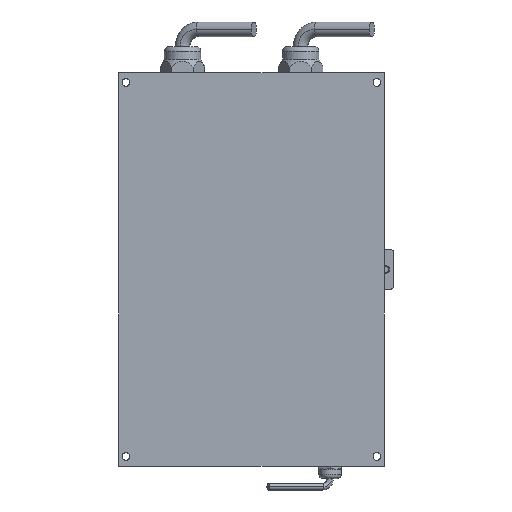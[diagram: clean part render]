
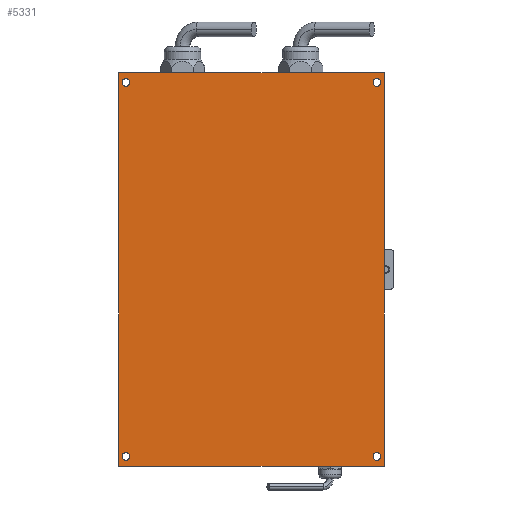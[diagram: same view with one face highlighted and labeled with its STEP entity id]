
A CAD part, front view. The second image highlights one B-rep face of the part: STEP entity #5331.
In plain terms, the highlighted planar face has unit normal (0, -1, 0).
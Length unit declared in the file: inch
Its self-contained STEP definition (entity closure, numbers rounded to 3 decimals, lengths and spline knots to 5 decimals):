
#35 = CARTESIAN_POINT ( 'NONE',  ( 3.1875, 0., 4.8495 ) ) ;
#2276 = EDGE_CURVE ( 'NONE', #68782, #68782, #31884, .T. ) ;
#2485 = VECTOR ( 'NONE', #62074, 39.37008 ) ;
#4265 = CARTESIAN_POINT ( 'NONE',  ( -3.1875, 0., 4.75 ) ) ;
#4511 = PLANE ( 'NONE',  #55690 ) ;
#5331 = ADVANCED_FACE ( 'NONE', ( #65910, #54015, #22905, #10651, #46232 ), #4511, .F. ) ;
#5444 = DIRECTION ( 'NONE',  ( -1., 0., 0. ) ) ;
#5627 = ORIENTED_EDGE ( 'NONE', *, *, #25794, .F. ) ;
#6908 = EDGE_LOOP ( 'NONE', ( #68872 ) ) ;
#6996 = CARTESIAN_POINT ( 'NONE',  ( 3.375, 0., -5. ) ) ;
#10263 = CARTESIAN_POINT ( 'NONE',  ( -3.375, 0., 5. ) ) ;
#10651 = FACE_BOUND ( 'NONE', #40067, .T. ) ;
#11261 = DIRECTION ( 'NONE',  ( 0., 0., 1. ) ) ;
#11729 = EDGE_CURVE ( 'NONE', #69978, #69978, #16402, .T. ) ;
#12638 = EDGE_LOOP ( 'NONE', ( #56590, #39591, #72348, #5627 ) ) ;
#13898 = CARTESIAN_POINT ( 'NONE',  ( 3.1875, 0., -4.6505 ) ) ;
#16402 = CIRCLE ( 'NONE', #68647, 0.0995 ) ;
#17483 = CARTESIAN_POINT ( 'NONE',  ( -3.375, 0., 5. ) ) ;
#20873 = DIRECTION ( 'NONE',  ( 0., 0., -1. ) ) ;
#21018 = EDGE_CURVE ( 'NONE', #26589, #26589, #29867, .T. ) ;
#22221 = VECTOR ( 'NONE', #5444, 39.37008 ) ;
#22619 = LINE ( 'NONE', #47965, #22221 ) ;
#22905 = FACE_BOUND ( 'NONE', #40073, .T. ) ;
#23300 = CARTESIAN_POINT ( 'NONE',  ( 0., 0., 0. ) ) ;
#24831 = EDGE_CURVE ( 'NONE', #32306, #32306, #67732, .T. ) ;
#24853 = VECTOR ( 'NONE', #20873, 39.37008 ) ;
#25794 = EDGE_CURVE ( 'NONE', #59427, #78379, #22619, .T. ) ;
#26589 = VERTEX_POINT ( 'NONE', #13898 ) ;
#28380 = ORIENTED_EDGE ( 'NONE', *, *, #2276, .T. ) ;
#29867 = CIRCLE ( 'NONE', #32466, 0.0995 ) ;
#31329 = VERTEX_POINT ( 'NONE', #38177 ) ;
#31884 = CIRCLE ( 'NONE', #77688, 0.0995 ) ;
#32306 = VERTEX_POINT ( 'NONE', #45389 ) ;
#32466 = AXIS2_PLACEMENT_3D ( 'NONE', #47600, #54551, #53326 ) ;
#33127 = CARTESIAN_POINT ( 'NONE',  ( -3.1875, 0., 4.8495 ) ) ;
#35826 = DIRECTION ( 'NONE',  ( 0., 1., 0. ) ) ;
#36470 = EDGE_CURVE ( 'NONE', #78379, #48031, #61144, .T. ) ;
#36593 = DIRECTION ( 'NONE',  ( 0., 0., 1. ) ) ;
#36825 = DIRECTION ( 'NONE',  ( 0., 0., 1. ) ) ;
#38177 = CARTESIAN_POINT ( 'NONE',  ( 3.375, 0., 5. ) ) ;
#38468 = LINE ( 'NONE', #6996, #24853 ) ;
#39591 = ORIENTED_EDGE ( 'NONE', *, *, #70735, .F. ) ;
#40067 = EDGE_LOOP ( 'NONE', ( #63167 ) ) ;
#40073 = EDGE_LOOP ( 'NONE', ( #28380 ) ) ;
#41576 = CARTESIAN_POINT ( 'NONE',  ( -3.375, 0., -5. ) ) ;
#45389 = CARTESIAN_POINT ( 'NONE',  ( -3.1875, 0., -4.6505 ) ) ;
#46232 = FACE_OUTER_BOUND ( 'NONE', #12638, .T. ) ;
#46782 = AXIS2_PLACEMENT_3D ( 'NONE', #47047, #72451, #47455 ) ;
#47047 = CARTESIAN_POINT ( 'NONE',  ( -3.1875, 0., -4.75 ) ) ;
#47455 = DIRECTION ( 'NONE',  ( 0., 0., 1. ) ) ;
#47600 = CARTESIAN_POINT ( 'NONE',  ( 3.1875, 0., -4.75 ) ) ;
#47893 = CARTESIAN_POINT ( 'NONE',  ( 3.375, 0., -5. ) ) ;
#47965 = CARTESIAN_POINT ( 'NONE',  ( -3.375, 0., -5. ) ) ;
#48031 = VERTEX_POINT ( 'NONE', #10263 ) ;
#52639 = EDGE_LOOP ( 'NONE', ( #80202 ) ) ;
#53326 = DIRECTION ( 'NONE',  ( 0., 0., 1. ) ) ;
#54015 = FACE_BOUND ( 'NONE', #52639, .T. ) ;
#54551 = DIRECTION ( 'NONE',  ( 0., 1., 0. ) ) ;
#54586 = CARTESIAN_POINT ( 'NONE',  ( -3.375, 0., -5. ) ) ;
#55690 = AXIS2_PLACEMENT_3D ( 'NONE', #23300, #67116, #36825 ) ;
#56590 = ORIENTED_EDGE ( 'NONE', *, *, #61709, .F. ) ;
#59427 = VERTEX_POINT ( 'NONE', #47893 ) ;
#60482 = LINE ( 'NONE', #17483, #2485 ) ;
#61144 = LINE ( 'NONE', #54586, #63630 ) ;
#61709 = EDGE_CURVE ( 'NONE', #31329, #59427, #38468, .T. ) ;
#62074 = DIRECTION ( 'NONE',  ( 1., 0., 0. ) ) ;
#63167 = ORIENTED_EDGE ( 'NONE', *, *, #11729, .T. ) ;
#63630 = VECTOR ( 'NONE', #36593, 39.37008 ) ;
#65910 = FACE_BOUND ( 'NONE', #6908, .T. ) ;
#66955 = CARTESIAN_POINT ( 'NONE',  ( 3.1875, 0., 4.75 ) ) ;
#67116 = DIRECTION ( 'NONE',  ( 0., 1., 0. ) ) ;
#67732 = CIRCLE ( 'NONE', #46782, 0.0995 ) ;
#68647 = AXIS2_PLACEMENT_3D ( 'NONE', #4265, #72598, #73004 ) ;
#68782 = VERTEX_POINT ( 'NONE', #35 ) ;
#68872 = ORIENTED_EDGE ( 'NONE', *, *, #24831, .T. ) ;
#69978 = VERTEX_POINT ( 'NONE', #33127 ) ;
#70735 = EDGE_CURVE ( 'NONE', #48031, #31329, #60482, .T. ) ;
#72348 = ORIENTED_EDGE ( 'NONE', *, *, #36470, .F. ) ;
#72451 = DIRECTION ( 'NONE',  ( 0., 1., 0. ) ) ;
#72598 = DIRECTION ( 'NONE',  ( 0., 1., 0. ) ) ;
#73004 = DIRECTION ( 'NONE',  ( 0., 0., 1. ) ) ;
#77688 = AXIS2_PLACEMENT_3D ( 'NONE', #66955, #35826, #11261 ) ;
#78379 = VERTEX_POINT ( 'NONE', #41576 ) ;
#80202 = ORIENTED_EDGE ( 'NONE', *, *, #21018, .T. ) ;
